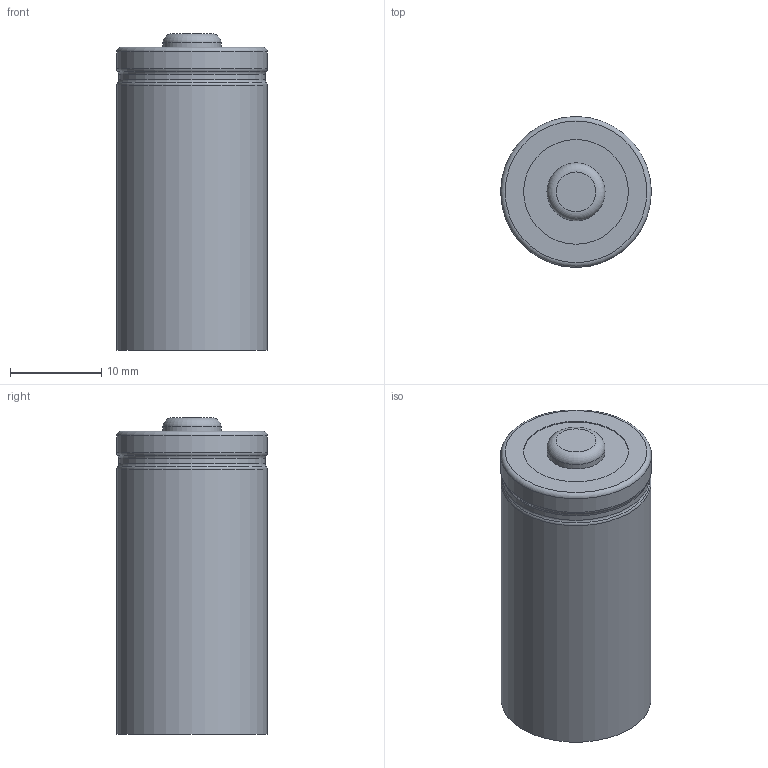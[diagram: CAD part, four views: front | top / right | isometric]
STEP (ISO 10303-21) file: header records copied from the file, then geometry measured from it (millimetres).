
FILE_DESCRIPTION(/* description */ (''),/* implementation_level */ '2;1');
FILE_NAME(/* name */ 'CR123A v4.step',/* time_stamp */ '2022-01-01T10:48:21-05:00',/* author */ (''),/* organization */ (''),/* preprocessor_version */ 'ST-DEVELOPER v18.1',/* originating_system */ 'Autodesk Translation Framework v10.10.0.1391',/* authorisation */ '');
FILE_SCHEMA (('AUTOMOTIVE_DESIGN { 1 0 10303 214 3 1 1 }'));
Length unit declared in the file: millimetre
Products named in the file (1): CR123A
Bounding box: 16.55 x 16.55 x 34.75 mm (x, y, z)
Volume: 7061.9 mm3; surface area: 2196.9 mm2
Topology: 1 solids, 1 shells, 17 faces, 33 edges, 21 vertices
Faces by surface type: torus 6, cylinder 6, plane 5
Full cylindrical faces by diameter (mm): 6.37 x1, 11.5 x2, 16.1 x1, 16.5 x1, 16.55 x1
Entity records: 527 total; most frequent: DIRECTION 96, CARTESIAN_POINT 72, ORIENTED_EDGE 66, AXIS2_PLACEMENT_3D 45, EDGE_CURVE 33, CIRCLE 27, VERTEX_POINT 21, EDGE_LOOP 20
